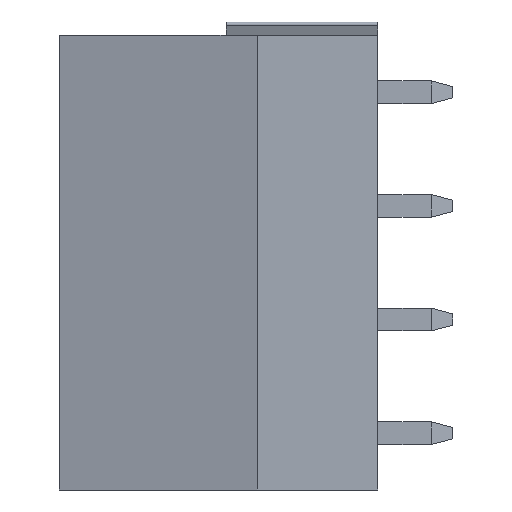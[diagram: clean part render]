
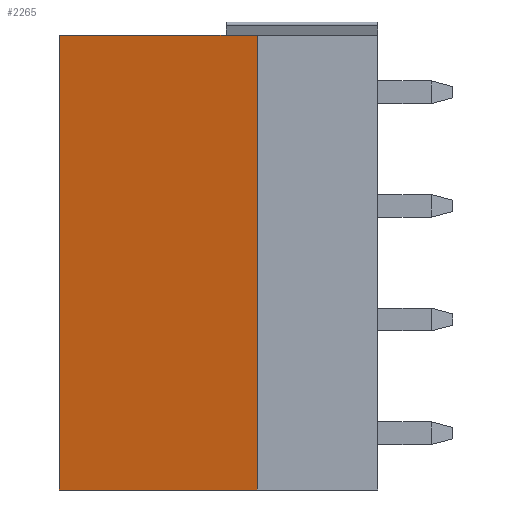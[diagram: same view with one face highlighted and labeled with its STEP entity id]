
A CAD part, left-side view. The second image highlights one B-rep face of the part: STEP entity #2265.
In plain terms, the highlighted planar face has unit normal (-0.966, 0.259, 0).
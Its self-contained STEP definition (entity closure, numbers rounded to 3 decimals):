
#42=DIRECTION('',(-0.259,-0.966,0.));
#43=VECTOR('',#42,9.007);
#44=CARTESIAN_POINT('',(-2.769,7.,-17.5));
#45=LINE('',#44,#43);
#366=DIRECTION('',(0.,0.,1.));
#367=VECTOR('',#366,20.);
#368=CARTESIAN_POINT('',(-5.1,-1.7,-17.5));
#369=LINE('',#368,#367);
#370=DIRECTION('',(0.,0.,1.));
#371=VECTOR('',#370,20.);
#372=CARTESIAN_POINT('',(-2.769,7.,-17.5));
#373=LINE('',#372,#371);
#514=DIRECTION('',(-0.259,-0.966,0.));
#515=VECTOR('',#514,9.007);
#516=CARTESIAN_POINT('',(-2.769,7.,2.5));
#517=LINE('',#516,#515);
#1431=CARTESIAN_POINT('',(-2.769,7.,-17.5));
#1432=CARTESIAN_POINT('',(-5.1,-1.7,-17.5));
#1433=VERTEX_POINT('',#1431);
#1434=VERTEX_POINT('',#1432);
#1447=CARTESIAN_POINT('',(-2.769,7.,2.5));
#1448=CARTESIAN_POINT('',(-5.1,-1.7,2.5));
#1449=VERTEX_POINT('',#1447);
#1450=VERTEX_POINT('',#1448);
#2252=CARTESIAN_POINT('',(-2.769,7.,-17.5));
#2253=DIRECTION('',(-0.966,0.259,0.));
#2254=DIRECTION('',(-0.259,-0.966,0.));
#2255=AXIS2_PLACEMENT_3D('',#2252,#2253,#2254);
#2256=PLANE('',#2255);
#2257=ORIENTED_EDGE('',*,*,#1882,.F.);
#2259=ORIENTED_EDGE('',*,*,#2258,.T.);
#2261=ORIENTED_EDGE('',*,*,#2260,.T.);
#2262=ORIENTED_EDGE('',*,*,#2244,.F.);
#2263=EDGE_LOOP('',(#2257,#2259,#2261,#2262));
#2264=FACE_OUTER_BOUND('',#2263,.F.);
#1882=EDGE_CURVE('',#1433,#1434,#45,.T.);
#2244=EDGE_CURVE('',#1434,#1450,#369,.T.);
#2258=EDGE_CURVE('',#1433,#1449,#373,.T.);
#2260=EDGE_CURVE('',#1449,#1450,#517,.T.);
#2265=ADVANCED_FACE('',(#2264),#2256,.T.);
